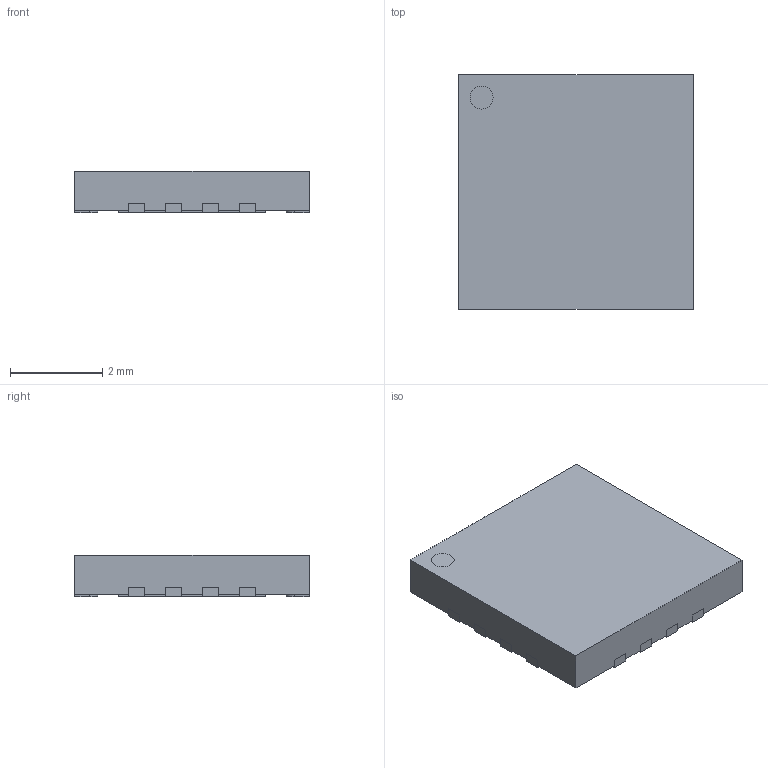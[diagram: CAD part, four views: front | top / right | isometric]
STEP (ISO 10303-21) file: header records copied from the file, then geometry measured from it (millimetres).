
FILE_DESCRIPTION((''),'2;1');
FILE_NAME('QFN80P500X500X80-17N-S320.stp','2012-02-28T12:50:57',(''),(''),'Mechanical Desktop 2011','Mechanical Desktop 2011',', , ');
FILE_SCHEMA(('AUTOMOTIVE_DESIGN { 1 2 10303 214 1 1 1 1 }'));
Length unit declared in the file: millimetre
Products named in the file (1): Product
Bounding box: 5.1 x 5.1 x 0.9 mm (x, y, z)
Volume: 22.7 mm3; surface area: 103.2 mm2
Topology: 19 solids, 19 shells, 179 faces, 420 edges, 280 vertices
Faces by surface type: bspline 86, plane 73, cylinder 20
Entity records: 5335 total; most frequent: CARTESIAN_POINT 1362, ORIENTED_EDGE 840, DIRECTION 680, EDGE_CURVE 420, VECTOR 348, LINE 348, VERTEX_POINT 280, EDGE_LOOP 180
